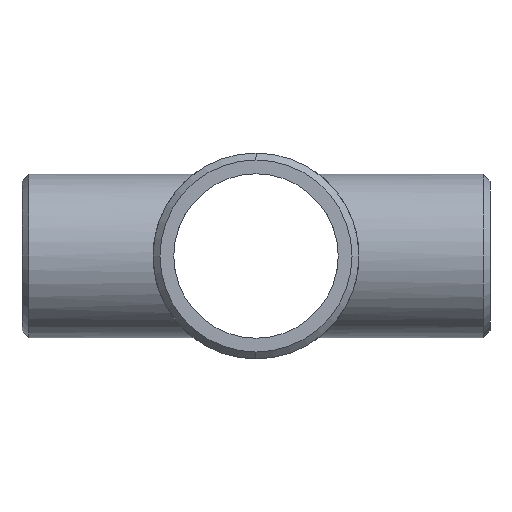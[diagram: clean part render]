
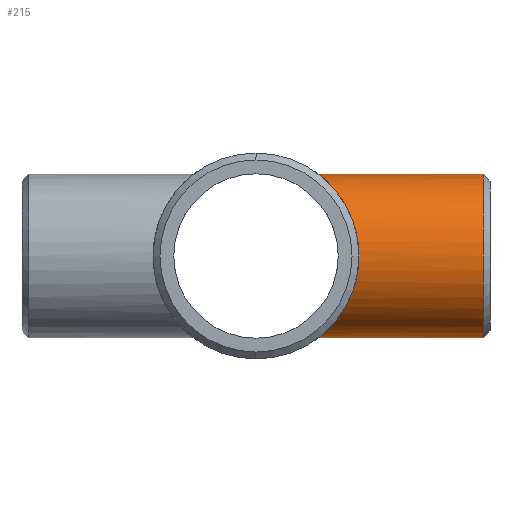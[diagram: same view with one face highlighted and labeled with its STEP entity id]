
A CAD part, left-side view. The second image highlights one B-rep face of the part: STEP entity #215.
In plain terms, the highlighted cylindrical face has radius 13.335 mm (diameter 26.67 mm), a partial arc.
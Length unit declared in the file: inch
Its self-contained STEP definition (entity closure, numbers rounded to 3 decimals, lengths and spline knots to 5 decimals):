
#26 = CARTESIAN_POINT ( 'NONE',  ( -0.03661, -0.40125, -0.52403 ) ) ;
#47 = AXIS2_PLACEMENT_3D ( 'NONE', #711, #167, #1129 ) ;
#57 = CARTESIAN_POINT ( 'NONE',  ( -0.0363, -0.40122, 0.52405 ) ) ;
#75 = CARTESIAN_POINT ( 'NONE',  ( -0.31923, -0.51128, 0.41805 ) ) ;
#113 = CARTESIAN_POINT ( 'NONE',  ( -0.45088, -0.60269, -0.2695 ) ) ;
#126 = CARTESIAN_POINT ( 'NONE',  ( 0., -1.5, -0.525 ) ) ;
#152 = CARTESIAN_POINT ( 'NONE',  ( -0.27881, -0.48743, 0.44515 ) ) ;
#157 = VERTEX_POINT ( 'NONE', #604 ) ;
#167 = DIRECTION ( 'NONE',  ( 0., 1., 0. ) ) ;
#186 = CARTESIAN_POINT ( 'NONE',  ( -0.14199, -0.4231, 0.50668 ) ) ;
#189 = ORIENTED_EDGE ( 'NONE', *, *, #830, .T. ) ;
#194 = CARTESIAN_POINT ( 'NONE',  ( -0.14151, -0.42399, -0.50586 ) ) ;
#205 = CARTESIAN_POINT ( 'NONE',  ( -0.1244, -0.41854, -0.51035 ) ) ;
#210 = CARTESIAN_POINT ( 'NONE',  ( -0.52006, -0.65608, 0.07414 ) ) ;
#215 = ADVANCED_FACE ( 'NONE', ( #612 ), #441, .T. ) ;
#222 = VERTEX_POINT ( 'NONE', #797 ) ;
#238 = EDGE_CURVE ( 'NONE', #727, #222, #355, .T. ) ;
#274 = CARTESIAN_POINT ( 'NONE',  ( -0.412, -0.57416, 0.32581 ) ) ;
#290 = CARTESIAN_POINT ( 'NONE',  ( -0.52051, -0.65643, -0.07088 ) ) ;
#302 = CARTESIAN_POINT ( 'NONE',  ( -0.47518, -0.62109, -0.2239 ) ) ;
#320 = CARTESIAN_POINT ( 'NONE',  ( -0.48795, -0.63091, 0.19451 ) ) ;
#355 = LINE ( 'NONE', #786, #945 ) ;
#362 = CARTESIAN_POINT ( 'NONE',  ( -0.17443, -0.43548, 0.49631 ) ) ;
#382 = CARTESIAN_POINT ( 'NONE',  ( -0.49427, -0.63582, 0.17787 ) ) ;
#388 = CARTESIAN_POINT ( 'NONE',  ( -0.07229, -0.40606, -0.52031 ) ) ;
#427 = CARTESIAN_POINT ( 'NONE',  ( -0.34432, -0.52748, 0.39768 ) ) ;
#441 = CYLINDRICAL_SURFACE ( 'NONE', #47, 0.525 ) ;
#461 = CIRCLE ( 'NONE', #930, 0.525 ) ;
#471 = CARTESIAN_POINT ( 'NONE',  ( -0.44195, -0.59603, -0.28387 ) ) ;
#499 = VECTOR ( 'NONE', #750, 39.37008 ) ;
#506 = B_SPLINE_CURVE_WITH_KNOTS ( 'NONE', 3,
 ( #511, #861, #57, #607, #689, #955, #1126, #186, #362, #517, #683, #595, #152, #75, #427, #1121, #1078, #274, #632, #546, #904, #320, #382, #728, #1012, #555, #210, #559, #563, #638, #1001, #290, #925, #920, #733, #302, #659, #113, #471, #568, #833, #743, #1093, #929, #738, #827, #550, #818, #1099, #194, #205, #654, #388, #26, #647, #1085 ),
 .UNSPECIFIED., .F., .F.,
 ( 4, 2, 2, 2, 2, 2, 2, 2, 2, 2, 2, 2, 2, 2, 2, 2, 2, 2, 2, 2, 2, 2, 2, 2, 2, 2, 2, 4 ),
 ( 0.04418, 0.04556, 0.04625, 0.04694, 0.0497, 0.05108, 0.05246, 0.05522, 0.0566, 0.05798, 0.06074, 0.06212, 0.0635, 0.06488, 0.06626, 0.06764, 0.06902, 0.07178, 0.07316, 0.07455, 0.07731, 0.08007, 0.08145, 0.08283, 0.08421, 0.08559, 0.08697, 0.08835 ),
 .UNSPECIFIED. ) ;
#511 = CARTESIAN_POINT ( 'NONE',  ( 0., -0.39997, 0.525 ) ) ;
#517 = CARTESIAN_POINT ( 'NONE',  ( -0.22078, -0.45665, 0.47662 ) ) ;
#525 = ORIENTED_EDGE ( 'NONE', *, *, #641, .F. ) ;
#546 = CARTESIAN_POINT ( 'NONE',  ( -0.45043, -0.60224, 0.27174 ) ) ;
#550 = CARTESIAN_POINT ( 'NONE',  ( -0.221, -0.45676, -0.47651 ) ) ;
#555 = CARTESIAN_POINT ( 'NONE',  ( -0.51719, -0.6538, 0.09198 ) ) ;
#559 = CARTESIAN_POINT ( 'NONE',  ( -0.52396, -0.65917, 0.03775 ) ) ;
#560 = LINE ( 'NONE', #126, #499 ) ;
#563 = CARTESIAN_POINT ( 'NONE',  ( -0.52495, -0.65996, 0.01949 ) ) ;
#568 = CARTESIAN_POINT ( 'NONE',  ( -0.41339, -0.57506, -0.32537 ) ) ;
#595 = CARTESIAN_POINT ( 'NONE',  ( -0.26486, -0.47956, 0.45359 ) ) ;
#604 = CARTESIAN_POINT ( 'NONE',  ( 0., -1.45567, -0.525 ) ) ;
#607 = CARTESIAN_POINT ( 'NONE',  ( -0.06313, -0.40482, 0.52127 ) ) ;
#612 = FACE_OUTER_BOUND ( 'NONE', #804, .T. ) ;
#632 = CARTESIAN_POINT ( 'NONE',  ( -0.42205, -0.58143, 0.31269 ) ) ;
#638 = CARTESIAN_POINT ( 'NONE',  ( -0.52505, -0.66004, -0.01678 ) ) ;
#641 = EDGE_CURVE ( 'NONE', #157, #1058, #560, .T. ) ;
#647 = CARTESIAN_POINT ( 'NONE',  ( -0.01841, -0.39997, -0.525 ) ) ;
#654 = CARTESIAN_POINT ( 'NONE',  ( -0.08984, -0.40959, -0.51756 ) ) ;
#659 = CARTESIAN_POINT ( 'NONE',  ( -0.46747, -0.6152, -0.23956 ) ) ;
#680 = DIRECTION ( 'NONE',  ( 0., 0., -1. ) ) ;
#683 = CARTESIAN_POINT ( 'NONE',  ( -0.23588, -0.46418, 0.46932 ) ) ;
#686 = DIRECTION ( 'NONE',  ( 0., 1., 0. ) ) ;
#689 = CARTESIAN_POINT ( 'NONE',  ( -0.07203, -0.40631, 0.52011 ) ) ;
#711 = CARTESIAN_POINT ( 'NONE',  ( 0., -1.5, 0. ) ) ;
#727 = VERTEX_POINT ( 'NONE', #991 ) ;
#728 = CARTESIAN_POINT ( 'NONE',  ( -0.50513, -0.6443, 0.14416 ) ) ;
#733 = CARTESIAN_POINT ( 'NONE',  ( -0.49596, -0.63708, -0.17572 ) ) ;
#738 = CARTESIAN_POINT ( 'NONE',  ( -0.26498, -0.47963, -0.45352 ) ) ;
#743 = CARTESIAN_POINT ( 'NONE',  ( -0.34509, -0.52799, -0.397 ) ) ;
#750 = DIRECTION ( 'NONE',  ( 0., 1., 0. ) ) ;
#786 = CARTESIAN_POINT ( 'NONE',  ( 0., -1.5, 0.525 ) ) ;
#797 = CARTESIAN_POINT ( 'NONE',  ( 0., -0.39997, 0.525 ) ) ;
#804 = EDGE_LOOP ( 'NONE', ( #832, #1006, #189, #525 ) ) ;
#818 = CARTESIAN_POINT ( 'NONE',  ( -0.19021, -0.44268, -0.48962 ) ) ;
#827 = CARTESIAN_POINT ( 'NONE',  ( -0.23593, -0.4642, -0.46929 ) ) ;
#830 = EDGE_CURVE ( 'NONE', #222, #1058, #506, .T. ) ;
#832 = ORIENTED_EDGE ( 'NONE', *, *, #864, .T. ) ;
#833 = CARTESIAN_POINT ( 'NONE',  ( -0.39178, -0.55962, -0.35101 ) ) ;
#861 = CARTESIAN_POINT ( 'NONE',  ( -0.01824, -0.39997, 0.525 ) ) ;
#864 = EDGE_CURVE ( 'NONE', #157, #727, #461, .T. ) ;
#866 = CARTESIAN_POINT ( 'NONE',  ( 0., -1.45567, 0. ) ) ;
#904 = CARTESIAN_POINT ( 'NONE',  ( -0.46701, -0.61481, 0.24236 ) ) ;
#920 = CARTESIAN_POINT ( 'NONE',  ( -0.50671, -0.64553, -0.14206 ) ) ;
#925 = CARTESIAN_POINT ( 'NONE',  ( -0.51773, -0.65423, -0.08894 ) ) ;
#929 = CARTESIAN_POINT ( 'NONE',  ( -0.27915, -0.48763, -0.44494 ) ) ;
#930 = AXIS2_PLACEMENT_3D ( 'NONE', #866, #1108, #680 ) ;
#945 = VECTOR ( 'NONE', #686, 39.37008 ) ;
#955 = CARTESIAN_POINT ( 'NONE',  ( -0.08975, -0.40982, 0.51735 ) ) ;
#991 = CARTESIAN_POINT ( 'NONE',  ( 0., -1.45567, 0.525 ) ) ;
#1001 = CARTESIAN_POINT ( 'NONE',  ( -0.52415, -0.65933, -0.03485 ) ) ;
#1006 = ORIENTED_EDGE ( 'NONE', *, *, #238, .T. ) ;
#1012 = CARTESIAN_POINT ( 'NONE',  ( -0.50973, -0.64791, 0.12699 ) ) ;
#1058 = VERTEX_POINT ( 'NONE', #1071 ) ;
#1071 = CARTESIAN_POINT ( 'NONE',  ( 0., -0.39997, -0.525 ) ) ;
#1078 = CARTESIAN_POINT ( 'NONE',  ( -0.39071, -0.55909, 0.35105 ) ) ;
#1085 = CARTESIAN_POINT ( 'NONE',  ( 0., -0.39997, -0.525 ) ) ;
#1093 = CARTESIAN_POINT ( 'NONE',  ( -0.31994, -0.51172, -0.41753 ) ) ;
#1099 = CARTESIAN_POINT ( 'NONE',  ( -0.17435, -0.43605, -0.4955 ) ) ;
#1108 = DIRECTION ( 'NONE',  ( 0., 1., 0. ) ) ;
#1121 = CARTESIAN_POINT ( 'NONE',  ( -0.37942, -0.55123, 0.36323 ) ) ;
#1126 = CARTESIAN_POINT ( 'NONE',  ( -0.0986, -0.41186, 0.51573 ) ) ;
#1129 = DIRECTION ( 'NONE',  ( 0., 0., -1. ) ) ;
